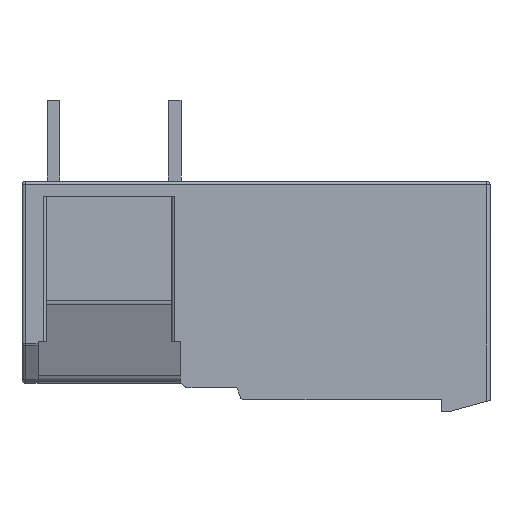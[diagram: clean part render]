
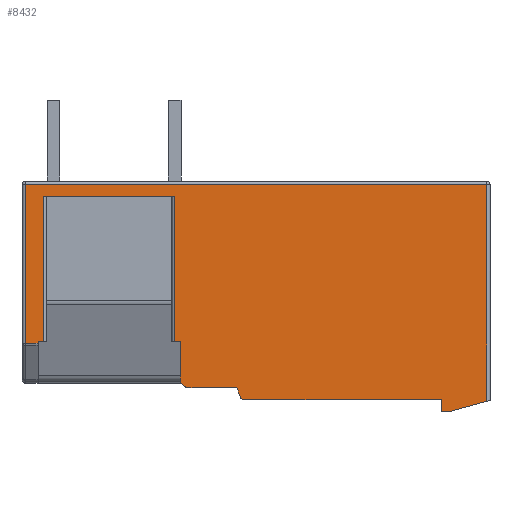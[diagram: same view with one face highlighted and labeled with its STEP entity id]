
A CAD part, front view. The second image highlights one B-rep face of the part: STEP entity #8432.
In plain terms, the highlighted planar face has unit normal (0, -1, 0).
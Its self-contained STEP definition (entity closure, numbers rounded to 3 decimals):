
#1=DIRECTION('',(0.,0.,-1.));
#2=VECTOR('',#1,13.446);
#3=CARTESIAN_POINT('',(17.65,0.,6.756));
#4=LINE('',#3,#2);
#5=DIRECTION('',(-0.963,0.,-0.27));
#6=VECTOR('',#5,2.388);
#7=CARTESIAN_POINT('',(17.65,0.,-6.69));
#8=LINE('',#7,#6);
#9=DIRECTION('',(-1.,0.,0.));
#10=VECTOR('',#9,0.5);
#11=CARTESIAN_POINT('',(15.35,0.,-7.334));
#12=LINE('',#11,#10);
#13=DIRECTION('',(0.,0.,1.));
#14=VECTOR('',#13,0.75);
#15=CARTESIAN_POINT('',(14.85,0.,-7.334));
#16=LINE('',#15,#14);
#17=DIRECTION('',(-1.,0.,0.));
#18=VECTOR('',#17,12.26);
#19=CARTESIAN_POINT('',(14.85,0.,-6.584));
#20=LINE('',#19,#18);
#21=CARTESIAN_POINT('',(2.59,0.,-6.384));
#22=DIRECTION('',(0.,1.,0.));
#23=DIRECTION('',(0.,0.,-1.));
#24=AXIS2_PLACEMENT_3D('',#21,#22,#23);
#26=DIRECTION('',(-0.376,0.,0.927));
#27=VECTOR('',#26,0.664);
#28=CARTESIAN_POINT('',(2.405,0.,-6.459));
#29=LINE('',#28,#27);
#30=DIRECTION('',(-1.,0.,0.));
#31=VECTOR('',#30,3.085);
#32=CARTESIAN_POINT('',(2.155,0.,-5.844));
#33=LINE('',#32,#31);
#34=CARTESIAN_POINT('',(-0.93,0.,-5.644));
#35=DIRECTION('',(0.,1.,0.));
#36=DIRECTION('',(0.,0.,-1.));
#37=AXIS2_PLACEMENT_3D('',#34,#35,#36);
#39=DIRECTION('',(-0.707,0.,0.707));
#40=VECTOR('',#39,0.313);
#41=CARTESIAN_POINT('',(-1.071,0.,-5.785));
#42=LINE('',#41,#40);
#43=DIRECTION('',(-1.,0.,0.));
#44=VECTOR('',#43,0.057);
#45=CARTESIAN_POINT('',(-1.293,0.,-5.564));
#46=LINE('',#45,#44);
#47=DIRECTION('',(0.,0.,-1.));
#48=VECTOR('',#47,2.58);
#49=CARTESIAN_POINT('',(-1.35,0.,-2.984));
#50=LINE('',#49,#48);
#51=DIRECTION('',(-1.,0.,0.));
#52=VECTOR('',#51,8.16);
#53=CARTESIAN_POINT('',(-1.67,0.,6.016));
#54=LINE('',#53,#52);
#55=DIRECTION('',(0.,0.,-1.));
#56=VECTOR('',#55,9.);
#57=CARTESIAN_POINT('',(-9.83,0.,6.016));
#58=LINE('',#57,#56);
#59=DIRECTION('',(0.,0.,-1.));
#60=VECTOR('',#59,0.123);
#61=CARTESIAN_POINT('',(-10.15,0.,-2.984));
#62=LINE('',#61,#60);
#63=DIRECTION('',(-1.,0.,0.));
#64=VECTOR('',#63,0.8);
#65=CARTESIAN_POINT('',(-10.15,0.,-3.106));
#66=LINE('',#65,#64);
#67=DIRECTION('',(0.,0.,1.));
#68=VECTOR('',#67,9.863);
#69=CARTESIAN_POINT('',(-10.95,0.,-3.106));
#70=LINE('',#69,#68);
#71=DIRECTION('',(1.,0.,0.));
#72=VECTOR('',#71,28.6);
#73=CARTESIAN_POINT('',(-10.95,0.,6.756));
#74=LINE('',#73,#72);
#84=CARTESIAN_POINT('',(17.65,0.,-6.69));
#5448=DIRECTION('',(-1.,0.,0.));
#5449=VECTOR('',#5448,0.32);
#5450=CARTESIAN_POINT('',(-1.35,0.,-2.984));
#5451=LINE('',#5450,#5449);
#5452=DIRECTION('',(-1.,0.,0.));
#5453=VECTOR('',#5452,0.32);
#5454=CARTESIAN_POINT('',(-9.83,0.,-2.984));
#5455=LINE('',#5454,#5453);
#5487=DIRECTION('',(0.,0.,-1.));
#5488=VECTOR('',#5487,9.);
#5489=CARTESIAN_POINT('',(-1.67,0.,6.016));
#5490=LINE('',#5489,#5488);
#6397=CARTESIAN_POINT('',(15.35,0.,-7.334));
#6398=CARTESIAN_POINT('',(14.85,0.,-7.334));
#6399=VERTEX_POINT('',#6397);
#6400=VERTEX_POINT('',#6398);
#6401=CARTESIAN_POINT('',(14.85,0.,-6.584));
#6402=VERTEX_POINT('',#6401);
#6403=CARTESIAN_POINT('',(2.59,0.,-6.584));
#6404=VERTEX_POINT('',#6403);
#6405=CARTESIAN_POINT('',(2.405,0.,-6.459));
#6406=VERTEX_POINT('',#6405);
#6407=CARTESIAN_POINT('',(2.155,0.,-5.844));
#6408=VERTEX_POINT('',#6407);
#6409=CARTESIAN_POINT('',(-0.93,0.,-5.844));
#6410=VERTEX_POINT('',#6409);
#6411=CARTESIAN_POINT('',(-1.071,0.,-5.785));
#6412=VERTEX_POINT('',#6411);
#6413=CARTESIAN_POINT('',(-1.293,0.,-5.564));
#6414=VERTEX_POINT('',#6413);
#7583=CARTESIAN_POINT('',(-1.35,0.,-5.564));
#7585=VERTEX_POINT('',#7583);
#7589=CARTESIAN_POINT('',(-1.67,0.,-2.984));
#7591=VERTEX_POINT('',#7589);
#7594=CARTESIAN_POINT('',(-9.83,0.,-2.984));
#7596=VERTEX_POINT('',#7594);
#7598=CARTESIAN_POINT('',(-1.35,0.,-2.984));
#7600=VERTEX_POINT('',#7598);
#7603=CARTESIAN_POINT('',(-10.15,0.,-2.984));
#7605=VERTEX_POINT('',#7603);
#7609=CARTESIAN_POINT('',(-1.67,0.,6.016));
#7611=VERTEX_POINT('',#7609);
#7614=CARTESIAN_POINT('',(-9.83,0.,6.016));
#7616=VERTEX_POINT('',#7614);
#7673=CARTESIAN_POINT('',(-10.15,0.,-3.106));
#7674=VERTEX_POINT('',#7673);
#7684=VERTEX_POINT('',#84);
#7685=CARTESIAN_POINT('',(17.65,0.,6.756));
#7686=VERTEX_POINT('',#7685);
#7693=CARTESIAN_POINT('',(-10.95,0.,6.756));
#7694=VERTEX_POINT('',#7693);
#7699=CARTESIAN_POINT('',(-10.95,0.,-3.106));
#7700=VERTEX_POINT('',#7699);
#8383=CARTESIAN_POINT('',(0.,0.,0.));
#8384=DIRECTION('',(0.,1.,0.));
#8385=DIRECTION('',(1.,0.,0.));
#8386=AXIS2_PLACEMENT_3D('',#8383,#8384,#8385);
#8387=PLANE('',#8386);
#8389=ORIENTED_EDGE('',*,*,#8388,.T.);
#8391=ORIENTED_EDGE('',*,*,#8390,.T.);
#8393=ORIENTED_EDGE('',*,*,#8392,.T.);
#8395=ORIENTED_EDGE('',*,*,#8394,.T.);
#8397=ORIENTED_EDGE('',*,*,#8396,.T.);
#8399=ORIENTED_EDGE('',*,*,#8398,.T.);
#8401=ORIENTED_EDGE('',*,*,#8400,.T.);
#8403=ORIENTED_EDGE('',*,*,#8402,.T.);
#8405=ORIENTED_EDGE('',*,*,#8404,.T.);
#8407=ORIENTED_EDGE('',*,*,#8406,.T.);
#8409=ORIENTED_EDGE('',*,*,#8408,.T.);
#8411=ORIENTED_EDGE('',*,*,#8410,.F.);
#8413=ORIENTED_EDGE('',*,*,#8412,.T.);
#8415=ORIENTED_EDGE('',*,*,#8414,.F.);
#8417=ORIENTED_EDGE('',*,*,#8416,.T.);
#8419=ORIENTED_EDGE('',*,*,#8418,.T.);
#8421=ORIENTED_EDGE('',*,*,#8420,.T.);
#8423=ORIENTED_EDGE('',*,*,#8422,.T.);
#8425=ORIENTED_EDGE('',*,*,#8424,.T.);
#8427=ORIENTED_EDGE('',*,*,#8426,.T.);
#8429=ORIENTED_EDGE('',*,*,#8428,.T.);
#8430=EDGE_LOOP('',(#8389,#8391,#8393,#8395,#8397,#8399,#8401,#8403,#8405,#8407,
#8409,#8411,#8413,#8415,#8417,#8419,#8421,#8423,#8425,#8427,#8429));
#8431=FACE_OUTER_BOUND('',#8430,.F.);
#8432=ADVANCED_FACE('',(#8431),#8387,.F.);
#25=CIRCLE('',#24,0.2);
#38=CIRCLE('',#37,0.2);
#8388=EDGE_CURVE('',#7686,#7684,#4,.T.);
#8390=EDGE_CURVE('',#7684,#6399,#8,.T.);
#8392=EDGE_CURVE('',#6399,#6400,#12,.T.);
#8394=EDGE_CURVE('',#6400,#6402,#16,.T.);
#8396=EDGE_CURVE('',#6402,#6404,#20,.T.);
#8398=EDGE_CURVE('',#6404,#6406,#25,.T.);
#8400=EDGE_CURVE('',#6406,#6408,#29,.T.);
#8402=EDGE_CURVE('',#6408,#6410,#33,.T.);
#8404=EDGE_CURVE('',#6410,#6412,#38,.T.);
#8406=EDGE_CURVE('',#6412,#6414,#42,.T.);
#8408=EDGE_CURVE('',#6414,#7585,#46,.T.);
#8410=EDGE_CURVE('',#7600,#7585,#50,.T.);
#8412=EDGE_CURVE('',#7600,#7591,#5451,.T.);
#8414=EDGE_CURVE('',#7611,#7591,#5490,.T.);
#8416=EDGE_CURVE('',#7611,#7616,#54,.T.);
#8418=EDGE_CURVE('',#7616,#7596,#58,.T.);
#8420=EDGE_CURVE('',#7596,#7605,#5455,.T.);
#8422=EDGE_CURVE('',#7605,#7674,#62,.T.);
#8424=EDGE_CURVE('',#7674,#7700,#66,.T.);
#8426=EDGE_CURVE('',#7700,#7694,#70,.T.);
#8428=EDGE_CURVE('',#7694,#7686,#74,.T.);
